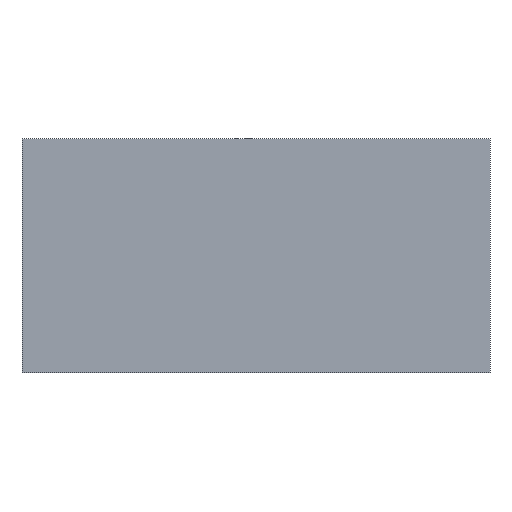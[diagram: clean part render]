
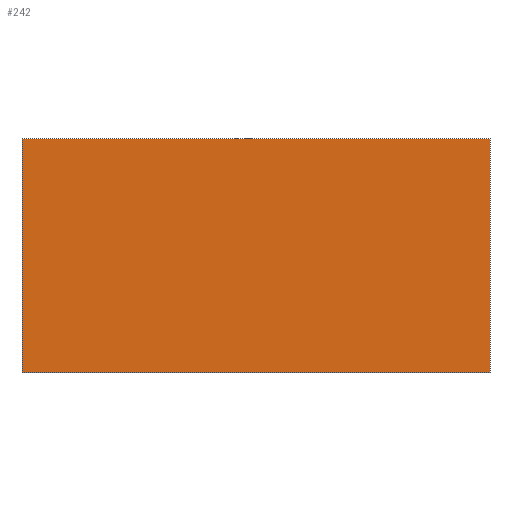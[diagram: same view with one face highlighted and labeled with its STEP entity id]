
A CAD part, front view. The second image highlights one B-rep face of the part: STEP entity #242.
In plain terms, the highlighted planar face has unit normal (0, -1, 0).
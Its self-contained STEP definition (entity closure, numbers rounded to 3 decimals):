
#46 = VECTOR ( 'NONE', #430, 1000. ) ;
#65 = DIRECTION ( 'NONE',  ( 0., 0., 1. ) ) ;
#112 = LINE ( 'NONE', #340, #46 ) ;
#132 = VERTEX_POINT ( 'NONE', #1000 ) ;
#146 = CARTESIAN_POINT ( 'NONE',  ( 30., 0., 0. ) ) ;
#152 = CARTESIAN_POINT ( 'NONE',  ( 30., 0., -15. ) ) ;
#174 = PLANE ( 'NONE',  #940 ) ;
#181 = EDGE_LOOP ( 'NONE', ( #290, #454, #570, #740 ) ) ;
#242 = ADVANCED_FACE ( 'NONE', ( #466 ), #174, .T. ) ;
#264 = VECTOR ( 'NONE', #521, 1000. ) ;
#272 = CARTESIAN_POINT ( 'NONE',  ( 0., 0., 0. ) ) ;
#290 = ORIENTED_EDGE ( 'NONE', *, *, #936, .F. ) ;
#299 = EDGE_CURVE ( 'NONE', #470, #132, #112, .T. ) ;
#319 = CARTESIAN_POINT ( 'NONE',  ( 30., 0., 0. ) ) ;
#328 = EDGE_CURVE ( 'NONE', #414, #870, #1047, .T. ) ;
#340 = CARTESIAN_POINT ( 'NONE',  ( 0., 0., -15. ) ) ;
#414 = VERTEX_POINT ( 'NONE', #597 ) ;
#430 = DIRECTION ( 'NONE',  ( -1., 0., 0. ) ) ;
#454 = ORIENTED_EDGE ( 'NONE', *, *, #299, .F. ) ;
#459 = LINE ( 'NONE', #1058, #924 ) ;
#466 = FACE_OUTER_BOUND ( 'NONE', #181, .T. ) ;
#470 = VERTEX_POINT ( 'NONE', #152 ) ;
#488 = DIRECTION ( 'NONE',  ( 0., 0., -1. ) ) ;
#502 = DIRECTION ( 'NONE',  ( 0., 0., -1. ) ) ;
#505 = CARTESIAN_POINT ( 'NONE',  ( 0., 0., 0. ) ) ;
#521 = DIRECTION ( 'NONE',  ( 1., 0., 0. ) ) ;
#570 = ORIENTED_EDGE ( 'NONE', *, *, #966, .F. ) ;
#597 = CARTESIAN_POINT ( 'NONE',  ( 0., 0., 0. ) ) ;
#623 = VECTOR ( 'NONE', #488, 1000. ) ;
#666 = DIRECTION ( 'NONE',  ( 0., -1., 0. ) ) ;
#687 = LINE ( 'NONE', #319, #623 ) ;
#740 = ORIENTED_EDGE ( 'NONE', *, *, #328, .F. ) ;
#870 = VERTEX_POINT ( 'NONE', #146 ) ;
#924 = VECTOR ( 'NONE', #65, 1000. ) ;
#936 = EDGE_CURVE ( 'NONE', #132, #414, #459, .T. ) ;
#940 = AXIS2_PLACEMENT_3D ( 'NONE', #505, #666, #502 ) ;
#966 = EDGE_CURVE ( 'NONE', #870, #470, #687, .T. ) ;
#1000 = CARTESIAN_POINT ( 'NONE',  ( 0., 0., -15. ) ) ;
#1047 = LINE ( 'NONE', #272, #264 ) ;
#1058 = CARTESIAN_POINT ( 'NONE',  ( 0., 0., 0. ) ) ;
